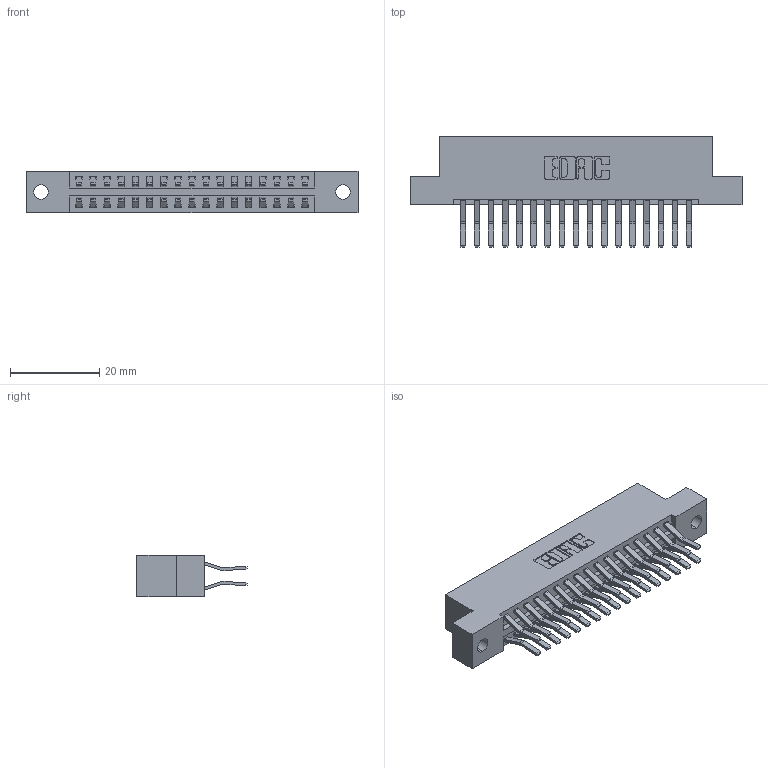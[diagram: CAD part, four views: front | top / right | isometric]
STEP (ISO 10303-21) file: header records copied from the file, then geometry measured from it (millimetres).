
FILE_DESCRIPTION (( 'STEP AP203' ), '1' );
FILE_NAME ('396-034-560-202.STEP', '2019-10-30T07:11:02', ( '' ), ( '' ), 'SwSTEP 2.0', 'SolidWorks 2016', '' );
FILE_SCHEMA (( 'CONFIG_CONTROL_DESIGN' ));
Length unit declared in the file: inch
Products named in the file (3): 345-292-001_560 Tail; 396-034-560-202; 346 Part_Flush Mounting Lugs - 0.128 Dia
Assembly tree (35 placements, depth 2):
  396-034-560-202
    346 Part_Flush Mounting Lugs - 0.128 Dia
    345-292-001_560 Tail  x34
Bounding box: 74.55 x 24.78 x 9.4 mm (x, y, z)
Volume: 7261.5 mm3; surface area: 9913.7 mm2
Topology: 35 solids, 35 shells, 1958 faces, 5803 edges, 3822 vertices
Faces by surface type: plane 1266, cylinder 692
Entity records: 14551 total; most frequent: CARTESIAN_POINT 2432, ORIENTED_EDGE 2366, DIRECTION 2199, EDGE_CURVE 1183, VECTOR 979, LINE 979, VERTEX_POINT 786, AXIS2_PLACEMENT_3D 610
